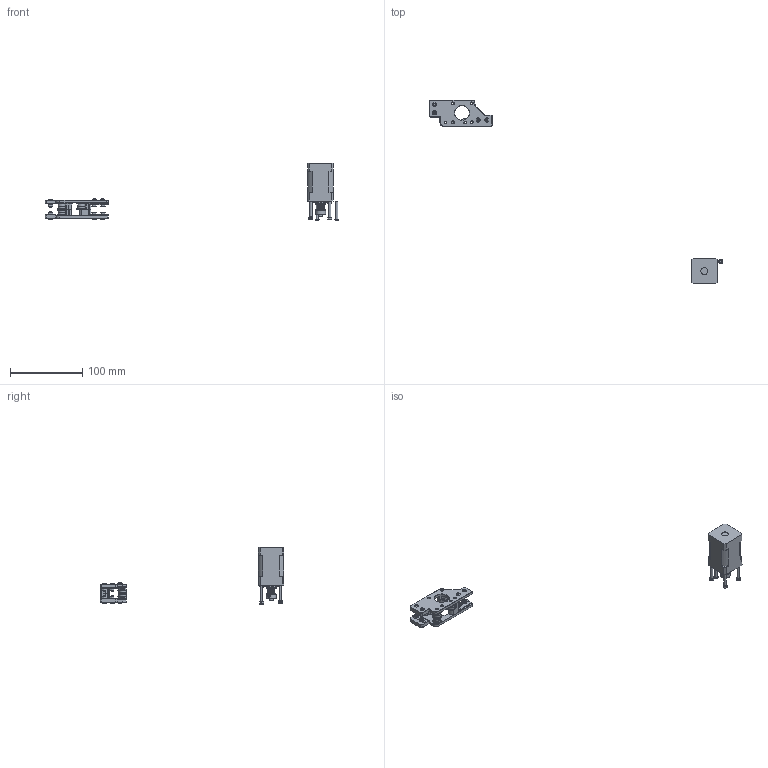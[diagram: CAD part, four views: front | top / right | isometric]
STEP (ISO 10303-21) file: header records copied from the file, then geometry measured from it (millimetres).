
FILE_DESCRIPTION(/* description */ (''),/* implementation_level */ '2;1');
FILE_NAME(/* name */ 'A_Drive.step',/* time_stamp */ '2022-04-01T15:12:05+02:00',/* author */ (''),/* organization */ (''),/* preprocessor_version */ 'ST-DEVELOPER v18.1',/* originating_system */ 'Autodesk Translation Framework v10.14.0.1471',/* authorisation */ '');
FILE_SCHEMA (('AUTOMOTIVE_DESIGN { 1 0 10303 214 3 1 1 }'));
Length unit declared in the file: millimetre
Products named in the file (25): A Drive; A Drive Frame; A_Drive_Frame_Lower (1); A_Drive_Frame_Upper (1) (1); NEMA14 Stepper; GT2 16T v2 (1) (1)(Mirror) (3); ADriveHardware; f623_stack v1 (3); f623-rs (6); f623-rs (1) (1); f623_stack v1 (1) (1); f623-rs (2) (1); f623-rs (3) (1); f623_stack v1 (2) (1); f623-rs (4) (5); f623-rs (5) (1); M3 washer-1 (1); Screws (1) (1); M3x8 BHCS v1 (1) (2); M3_Hex_Nut v1 (2) (3); M3_Hex_Nut v1 (1) (1) (3); M3x25 BHCS v1 (1); M3x10 BHCS v1 (1); M3x25 SHCS v1 (1); M3x10 BHCS v1
Assembly tree (50 placements, depth 5):
  A Drive
    A Drive Frame
      A_Drive_Frame_Lower (1)
      A_Drive_Frame_Upper (1) (1)
    NEMA14 Stepper
      GT2 16T v2 (1) (1)(Mirror) (3)
    ADriveHardware
      f623_stack v1 (3)
        f623-rs (6)
          M3 washer-1 (1)  x2
        f623-rs (1) (1)
          M3 washer-1 (1)  x2
      f623_stack v1 (1) (1)
        f623-rs (2) (1)
          M3 washer-1 (1)  x2
        f623-rs (3) (1)
          M3 washer-1 (1)  x2
      f623_stack v1 (2) (1)
        f623-rs (4) (5)
          M3 washer-1 (1)  x2
        f623-rs (5) (1)
          M3 washer-1 (1)  x2
      Screws (1) (1)
        M3_Hex_Nut v1 (2) (3)  x4
        M3x10 BHCS v1 (1)  x4
        M3_Hex_Nut v1 (1) (1) (3)  x4
        M3x8 BHCS v1 (1) (2)
        M3x25 SHCS v1 (1)  x3
        M3x25 BHCS v1 (1)  x2
        M3x10 BHCS v1  x4
Bounding box: 405.43 x 253.76 x 78.93 mm (x, y, z)
Volume: 91792.9 mm3; surface area: 34520.4 mm2
Topology: 50 solids, 50 shells, 1190 faces, 2694 edges, 1667 vertices
Faces by surface type: plane 473, cylinder 387, cone 275, torus 40, sphere 11, bspline 4
Full cylindrical faces by diameter (mm): 2.388 x4, 2.9 x2, 3 x30, 3.2 x12, 3.4 x17, 5 x2, 5.5 x3, 5.7 x11, 6 x4, 6.06 x12, 6.94 x12, 7 x12, 9.398 x1, 10 x6, 10.16 x1, 11.7 x6, 13.9 x2, 20 x1, 21.946 x1, 22.5 x1
Entity records: 26368 total; most frequent: CARTESIAN_POINT 6850, DIRECTION 4306, ORIENTED_EDGE 3746, EDGE_CURVE 1873, AXIS2_PLACEMENT_3D 1706, VERTEX_POINT 1181, EDGE_LOOP 896, LINE 894
